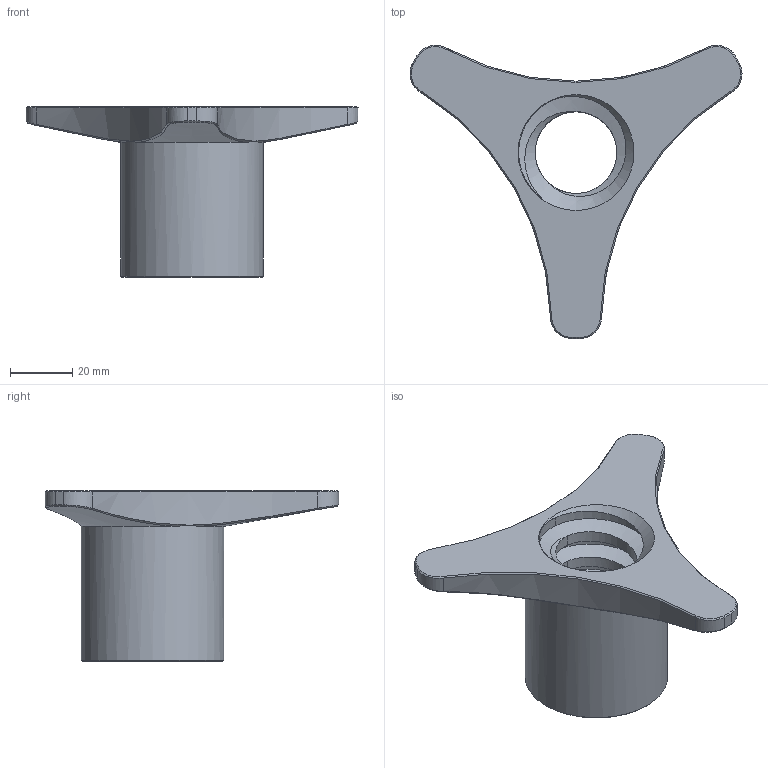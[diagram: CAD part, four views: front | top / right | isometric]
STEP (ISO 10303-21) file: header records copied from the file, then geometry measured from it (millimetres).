
FILE_DESCRIPTION(/* description */ (''),/* implementation_level */ '2;1');
FILE_NAME(/* name */ 'Spinner_Clamp_Standard.step',/* time_stamp */ '2022-01-07T16:29:49-05:00',/* author */ (''),/* organization */ (''),/* preprocessor_version */ 'ST-DEVELOPER v18.1',/* originating_system */ 'Autodesk Translation Framework v10.10.0.1391',/* authorisation */ '');
FILE_SCHEMA (('AUTOMOTIVE_DESIGN { 1 0 10303 214 3 1 1 }'));
Length unit declared in the file: millimetre
Products named in the file (2): Spinner_Clamp_Expo; Spinner_Clamp
Assembly tree (1 placements, depth 2):
  Spinner_Clamp_Expo
    Spinner_Clamp
Bounding box: 107 x 94.55 x 55 mm (x, y, z)
Volume: 66647.7 mm3; surface area: 24656.1 mm2
Topology: 1 solids, 1 shells, 69 faces, 173 edges, 106 vertices
Faces by surface type: cylinder 26, cone 21, bspline 20, plane 2
Full cylindrical faces by diameter (mm): 26.355 x4, 37 x5, 46 x1
Entity records: 4647 total; most frequent: CARTESIAN_POINT 3117, ORIENTED_EDGE 346, DIRECTION 245, EDGE_CURVE 173, VERTEX_POINT 106, AXIS2_PLACEMENT_3D 94, B_SPLINE_CURVE_WITH_KNOTS 74, EDGE_LOOP 71
